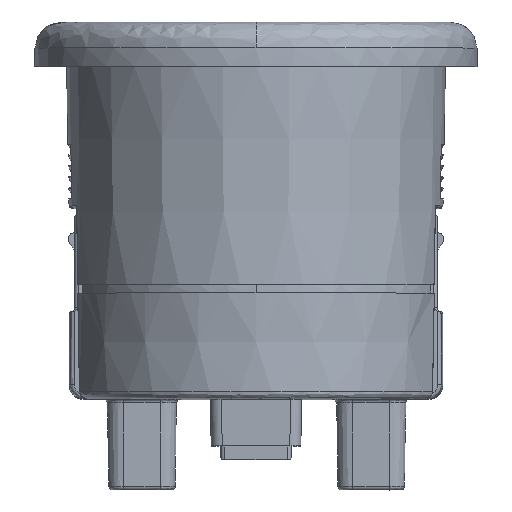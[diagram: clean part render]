
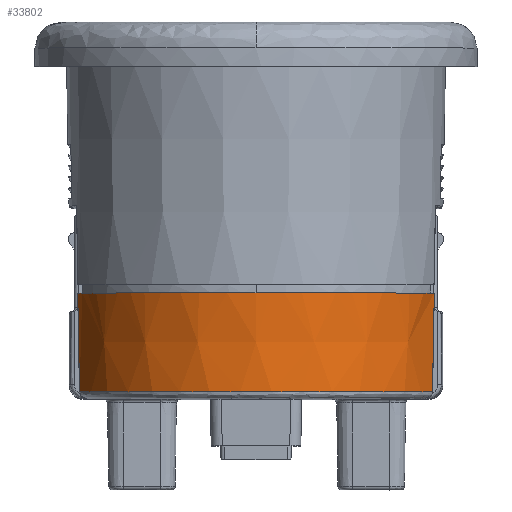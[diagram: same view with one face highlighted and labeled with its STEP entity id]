
A CAD part, top view. The second image highlights one B-rep face of the part: STEP entity #33802.
In plain terms, the highlighted conical face has half-angle 1 degrees and reference radius 25.221 mm.
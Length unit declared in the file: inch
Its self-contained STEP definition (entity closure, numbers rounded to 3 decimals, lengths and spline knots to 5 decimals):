
#1197 = CARTESIAN_POINT ( 'NONE',  ( 7.8516, 5.908, -4.09134 ) ) ;
#1682 = B_SPLINE_CURVE_WITH_KNOTS ( 'NONE', 3,
 ( #5873, #28950, #9476, #39358, #35613, #9619, #9189, #42745, #12659, #38925 ),
 .UNSPECIFIED., .F., .F.,
 ( 4, 2, 2, 2, 4 ),
 ( 0., 0.25, 0.5, 0.75, 1. ),
 .UNSPECIFIED. ) ;
#3217 = CARTESIAN_POINT ( 'NONE',  ( 8.79429, 6.43567, -3.3796 ) ) ;
#3268 = FACE_OUTER_BOUND ( 'NONE', #22147, .T. ) ;
#4443 = CARTESIAN_POINT ( 'NONE',  ( 9.73698, 5.908, -4.09134 ) ) ;
#5081 = CARTESIAN_POINT ( 'NONE',  ( 7.84839, 6.08389, -4.09135 ) ) ;
#5089 = EDGE_CURVE ( 'NONE', #39686, #11906, #15871, .T. ) ;
#5728 = ORIENTED_EDGE ( 'NONE', *, *, #22747, .T. ) ;
#5873 = CARTESIAN_POINT ( 'NONE',  ( 8.79429, 6.43567, -3.3796 ) ) ;
#6645 = ORIENTED_EDGE ( 'NONE', *, *, #24565, .T. ) ;
#7108 = CARTESIAN_POINT ( 'NONE',  ( 9.54861, 6.43567, -3.71816 ) ) ;
#7384 = CARTESIAN_POINT ( 'NONE',  ( 8.79429, 6.43567, -3.3796 ) ) ;
#7747 = CARTESIAN_POINT ( 'NONE',  ( 9.74661, 6.43567, -4.09139 ) ) ;
#7980 = DIRECTION ( 'NONE',  ( 0., 0., 1. ) ) ;
#9189 = CARTESIAN_POINT ( 'NONE',  ( 8.03996, 6.43567, -3.71816 ) ) ;
#9409 = ORIENTED_EDGE ( 'NONE', *, *, #36278, .T. ) ;
#9476 = CARTESIAN_POINT ( 'NONE',  ( 8.58186, 6.43567, -3.39679 ) ) ;
#9619 = CARTESIAN_POINT ( 'NONE',  ( 8.11474, 6.43567, -3.64081 ) ) ;
#9871 = VERTEX_POINT ( 'NONE', #1197 ) ;
#11906 = VERTEX_POINT ( 'NONE', #16158 ) ;
#12659 = CARTESIAN_POINT ( 'NONE',  ( 7.87205, 6.43567, -3.98952 ) ) ;
#13051 = AXIS2_PLACEMENT_3D ( 'NONE', #19916, #32924, #36828 ) ;
#13500 = CIRCLE ( 'NONE', #31298, 0.98374 ) ;
#13609 = CARTESIAN_POINT ( 'NONE',  ( 9.74661, 6.43567, -4.09139 ) ) ;
#15871 = B_SPLINE_CURVE_WITH_KNOTS ( 'NONE', 3,
 ( #4443, #27397, #27543, #7747 ),
 .UNSPECIFIED., .F., .F.,
 ( 4, 4 ),
 ( 0., 1. ),
 .UNSPECIFIED. ) ;
#16158 = CARTESIAN_POINT ( 'NONE',  ( 9.74661, 6.43567, -4.09139 ) ) ;
#16944 = CARTESIAN_POINT ( 'NONE',  ( 9.30367, 6.43567, -3.51362 ) ) ;
#18409 = ORIENTED_EDGE ( 'NONE', *, *, #31459, .T. ) ;
#19916 = CARTESIAN_POINT ( 'NONE',  ( 8.79429, 6.43567, -4.37256 ) ) ;
#20094 = CARTESIAN_POINT ( 'NONE',  ( 9.71653, 6.43567, -3.98952 ) ) ;
#22147 = EDGE_LOOP ( 'NONE', ( #18409, #6645, #5728, #26085, #9409 ) ) ;
#22747 = EDGE_CURVE ( 'NONE', #9871, #39686, #13500, .T. ) ;
#23253 = B_SPLINE_CURVE_WITH_KNOTS ( 'NONE', 3,
 ( #13609, #20094, #36716, #7108, #40306, #16944, #33252, #23515, #30198, #7384 ),
 .UNSPECIFIED., .F., .F.,
 ( 4, 2, 2, 2, 4 ),
 ( 0., 0.25, 0.5, 0.75, 1. ),
 .UNSPECIFIED. ) ;
#23515 = CARTESIAN_POINT ( 'NONE',  ( 9.00671, 6.43567, -3.39679 ) ) ;
#24363 = VERTEX_POINT ( 'NONE', #3217 ) ;
#24406 = CARTESIAN_POINT ( 'NONE',  ( 7.84197, 6.43567, -4.09139 ) ) ;
#24565 = EDGE_CURVE ( 'NONE', #36719, #9871, #28440, .T. ) ;
#24803 = CARTESIAN_POINT ( 'NONE',  ( 7.84518, 6.25978, -4.09137 ) ) ;
#26085 = ORIENTED_EDGE ( 'NONE', *, *, #5089, .T. ) ;
#27397 = CARTESIAN_POINT ( 'NONE',  ( 9.74019, 6.08389, -4.09135 ) ) ;
#27543 = CARTESIAN_POINT ( 'NONE',  ( 9.7434, 6.25978, -4.09137 ) ) ;
#28440 = B_SPLINE_CURVE_WITH_KNOTS ( 'NONE', 3,
 ( #41337, #24803, #5081, #31460 ),
 .UNSPECIFIED., .F., .F.,
 ( 4, 4 ),
 ( 0., 1. ),
 .UNSPECIFIED. ) ;
#28950 = CARTESIAN_POINT ( 'NONE',  ( 8.68807, 6.43567, -3.3796 ) ) ;
#29966 = CARTESIAN_POINT ( 'NONE',  ( 9.73698, 5.908, -4.09134 ) ) ;
#30198 = CARTESIAN_POINT ( 'NONE',  ( 8.90051, 6.43567, -3.3796 ) ) ;
#31075 = DIRECTION ( 'NONE',  ( 0., 1., 0. ) ) ;
#31298 = AXIS2_PLACEMENT_3D ( 'NONE', #34135, #31075, #7980 ) ;
#31459 = EDGE_CURVE ( 'NONE', #24363, #36719, #1682, .T. ) ;
#31460 = CARTESIAN_POINT ( 'NONE',  ( 7.8516, 5.908, -4.09134 ) ) ;
#32924 = DIRECTION ( 'NONE',  ( 0., 1., 0. ) ) ;
#33252 = CARTESIAN_POINT ( 'NONE',  ( 9.20831, 6.43567, -3.46381 ) ) ;
#33802 = ADVANCED_FACE ( 'NONE', ( #3268 ), #34256, .T. ) ;
#34135 = CARTESIAN_POINT ( 'NONE',  ( 8.79429, 5.908, -4.37256 ) ) ;
#34256 = CONICAL_SURFACE ( 'NONE', #13051, 0.99296, 0.017 ) ;
#35613 = CARTESIAN_POINT ( 'NONE',  ( 8.28491, 6.43567, -3.51362 ) ) ;
#36278 = EDGE_CURVE ( 'NONE', #11906, #24363, #23253, .T. ) ;
#36716 = CARTESIAN_POINT ( 'NONE',  ( 9.66997, 6.43567, -3.89253 ) ) ;
#36719 = VERTEX_POINT ( 'NONE', #24406 ) ;
#36828 = DIRECTION ( 'NONE',  ( -1., 0., 0. ) ) ;
#38925 = CARTESIAN_POINT ( 'NONE',  ( 7.84197, 6.43567, -4.09139 ) ) ;
#39358 = CARTESIAN_POINT ( 'NONE',  ( 8.38026, 6.43567, -3.46381 ) ) ;
#39686 = VERTEX_POINT ( 'NONE', #29966 ) ;
#40306 = CARTESIAN_POINT ( 'NONE',  ( 9.47384, 6.43567, -3.64081 ) ) ;
#41337 = CARTESIAN_POINT ( 'NONE',  ( 7.84197, 6.43567, -4.09139 ) ) ;
#42745 = CARTESIAN_POINT ( 'NONE',  ( 7.91861, 6.43567, -3.89253 ) ) ;
